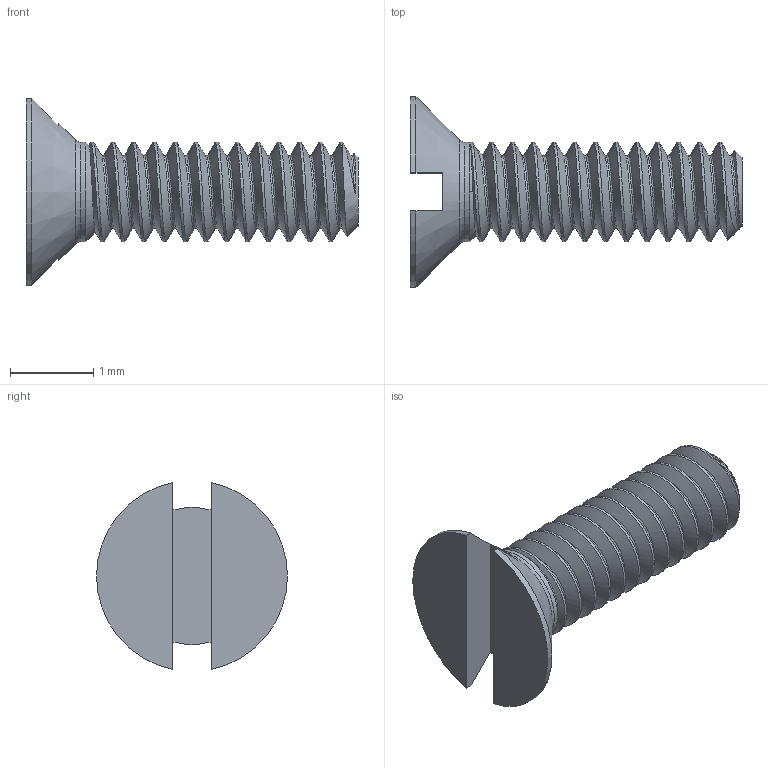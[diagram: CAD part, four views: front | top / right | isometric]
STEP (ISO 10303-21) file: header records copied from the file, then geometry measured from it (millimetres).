
FILE_DESCRIPTION(/* description */ ('STEP AP203'),/* implementation_level */ '2;1');
FILE_NAME(/* name */ 'screws_3.5mm_m1.2x0.25_ext.stp',/* time_stamp */ '2024-10-03T13:19:17+02:00',/* author */ ('Rik'),/* organization */ ('Managed by Terraform'),/* preprocessor_version */ 'ST-DEVELOPER v19.2',/* originating_system */ 'Autodesk Inventor 2024',/* authorisation */ '');
FILE_SCHEMA (('AUTOMOTIVE_DESIGN { 1 0 10303 214 3 1 1 }'));
Length unit declared in the file: millimetre
Products named in the file (1): 91430A154_18-8 Stainless Steel Slotted Flat Head Screws
Bounding box: 4 x 2.3 x 2.25 mm (x, y, z)
Volume: 4.2 mm3; surface area: 29 mm2
Topology: 1 solids, 1 shells, 30 faces, 82 edges, 54 vertices
Faces by surface type: cylinder 15, plane 6, cone 4, bspline 4, torus 1
Full cylindrical faces by diameter (mm): 1.2 x12
Entity records: 4685 total; most frequent: CARTESIAN_POINT 3976, ORIENTED_EDGE 164, DIRECTION 106, EDGE_CURVE 82, VERTEX_POINT 54, AXIS2_PLACEMENT_3D 41, B_SPLINE_CURVE_WITH_KNOTS 37, FACE_OUTER_BOUND 30
